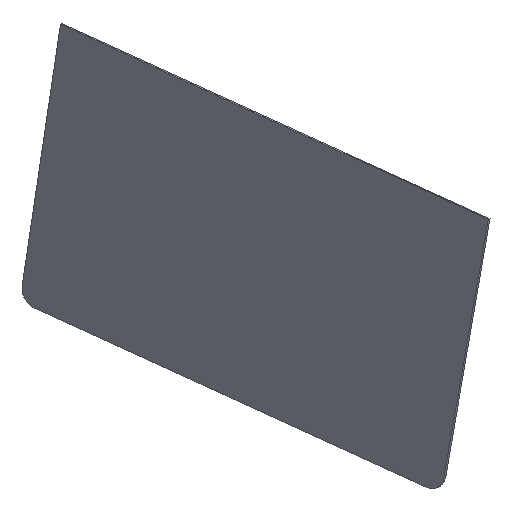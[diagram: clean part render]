
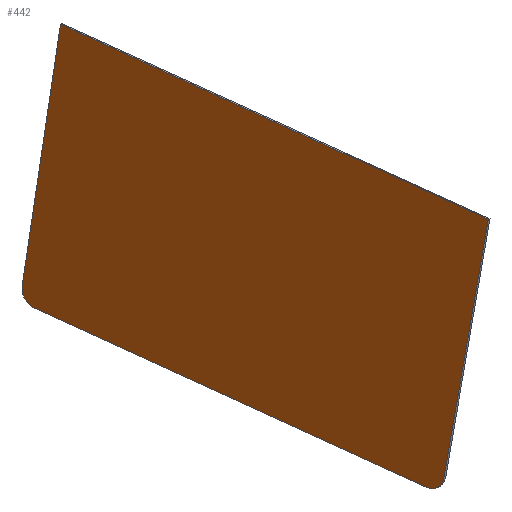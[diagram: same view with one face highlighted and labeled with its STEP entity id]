
A CAD part, isometric view. The second image highlights one B-rep face of the part: STEP entity #442.
In plain terms, the highlighted planar face has unit normal (-0.967, -0.113, 0.23).
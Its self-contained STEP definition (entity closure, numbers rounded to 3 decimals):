
#442 = ADVANCED_FACE('',(#443),#457,.T.);
#443 = FACE_BOUND('',#444,.T.);
#444 = EDGE_LOOP('',(#445,#478,#513,#539,#574,#600));
#445 = ORIENTED_EDGE('',*,*,#446,.F.);
#446 = EDGE_CURVE('',#447,#449,#451,.T.);
#447 = VERTEX_POINT('',#448);
#448 = CARTESIAN_POINT('',(8954.438,1553.136,
    5192.107));
#449 = VERTEX_POINT('',#450);
#450 = CARTESIAN_POINT('',(9078.409,1574.996,
    5722.897));
#451 = SURFACE_CURVE('',#452,(#456,#467),.PCURVE_S1.);
#452 = LINE('',#453,#454);
#453 = CARTESIAN_POINT('',(8137.441,1409.077,
    1694.078));
#454 = VECTOR('',#455,1.);
#455 = DIRECTION('',(0.227,0.04,0.973));
#456 = PCURVE('',#457,#462);
#457 = PLANE('',#458);
#458 = AXIS2_PLACEMENT_3D('',#459,#460,#461);
#459 = CARTESIAN_POINT('',(9005.539,1048.156,
    5158.871));
#460 = DIRECTION('',(-0.967,-0.113,0.23));
#461 = DIRECTION('',(-0.232,0.,-0.973));
#462 = DEFINITIONAL_REPRESENTATION('',(#463),#466);
#463 = B_SPLINE_CURVE_WITH_KNOTS('',1,(#464,#465),.UNSPECIFIED.,.F.,.F.,
  (2,2),(3396.452,4378.14),
  .PIECEWISE_BEZIER_KNOTS.);
#464 = CARTESIAN_POINT('',(177.964,-500.224));
#465 = CARTESIAN_POINT('',(-802.925,-539.815));
#466 = ( GEOMETRIC_REPRESENTATION_CONTEXT(2) 
PARAMETRIC_REPRESENTATION_CONTEXT() REPRESENTATION_CONTEXT('2D SPACE',''
  ) );
#467 = PCURVE('',#468,#473);
#468 = PLANE('',#469);
#469 = AXIS2_PLACEMENT_3D('',#470,#471,#472);
#470 = CARTESIAN_POINT('',(4.407,-24.996,0.));
#471 = DIRECTION('',(0.174,-0.985,0.));
#472 = DIRECTION('',(0.,0.,-1.));
#473 = DEFINITIONAL_REPRESENTATION('',(#474),#477);
#474 = B_SPLINE_CURVE_WITH_KNOTS('',1,(#475,#476),.UNSPECIFIED.,.F.,.F.,
  (2,2),(3396.452,4378.14),
  .PIECEWISE_BEZIER_KNOTS.);
#475 = CARTESIAN_POINT('',(-4998.86,9042.268));
#476 = CARTESIAN_POINT('',(-5954.053,9268.804));
#477 = ( GEOMETRIC_REPRESENTATION_CONTEXT(2) 
PARAMETRIC_REPRESENTATION_CONTEXT() REPRESENTATION_CONTEXT('2D SPACE',''
  ) );
#478 = ORIENTED_EDGE('',*,*,#479,.T.);
#479 = EDGE_CURVE('',#447,#480,#482,.T.);
#480 = VERTEX_POINT('',#481);
#481 = CARTESIAN_POINT('',(8950.647,1517.786,
    5158.871));
#482 = SURFACE_CURVE('',#483,(#488,#495),.PCURVE_S1.);
#483 = ELLIPSE('',#484,34.674,34.619);
#484 = AXIS2_PLACEMENT_3D('',#485,#486,#487);
#485 = CARTESIAN_POINT('',(8958.569,1518.712,
    5192.558));
#486 = DIRECTION('',(-0.967,-0.113,0.23));
#487 = DIRECTION('',(-0.116,0.993,0.));
#488 = PCURVE('',#457,#489);
#489 = DEFINITIONAL_REPRESENTATION('',(#490),#494);
#490 = ELLIPSE('',#491,34.674,34.619);
#491 = AXIS2_PLACEMENT_2D('',#492,#493);
#492 = CARTESIAN_POINT('',(-21.878,-473.588));
#493 = DIRECTION('',(0.027,-1.));
#494 = ( GEOMETRIC_REPRESENTATION_CONTEXT(2) 
PARAMETRIC_REPRESENTATION_CONTEXT() REPRESENTATION_CONTEXT('2D SPACE',''
  ) );
#495 = PCURVE('',#496,#501);
#496 = CYLINDRICAL_SURFACE('',#497,34.619);
#497 = AXIS2_PLACEMENT_3D('',#498,#499,#500);
#498 = CARTESIAN_POINT('',(8440.346,1427.335,
    5316.935));
#499 = DIRECTION('',(0.958,0.169,-0.23));
#500 = DIRECTION('',(-0.229,-0.027,-0.973
    ));
#501 = DEFINITIONAL_REPRESENTATION('',(#502),#512);
#502 = B_SPLINE_CURVE_WITH_KNOTS('',8,(#503,#504,#505,#506,#507,#508,
    #509,#510,#511),.UNSPECIFIED.,.F.,.F.,(9,9),(0.013,
    1.571),.PIECEWISE_BEZIER_KNOTS.);
#503 = CARTESIAN_POINT('',(1.557,542.678));
#504 = CARTESIAN_POINT('',(1.363,542.673));
#505 = CARTESIAN_POINT('',(1.168,542.583));
#506 = CARTESIAN_POINT('',(0.973,542.408));
#507 = CARTESIAN_POINT('',(0.779,542.156));
#508 = CARTESIAN_POINT('',(0.584,541.84));
#509 = CARTESIAN_POINT('',(0.389,541.48));
#510 = CARTESIAN_POINT('',(0.195,541.098));
#511 = CARTESIAN_POINT('',(0.,540.716));
#512 = ( GEOMETRIC_REPRESENTATION_CONTEXT(2) 
PARAMETRIC_REPRESENTATION_CONTEXT() REPRESENTATION_CONTEXT('2D SPACE',''
  ) );
#513 = ORIENTED_EDGE('',*,*,#514,.F.);
#514 = EDGE_CURVE('',#515,#480,#517,.T.);
#515 = VERTEX_POINT('',#516);
#516 = CARTESIAN_POINT('',(9060.431,578.525,
    5158.871));
#517 = SURFACE_CURVE('',#518,(#522,#528),.PCURVE_S1.);
#518 = LINE('',#519,#520);
#519 = CARTESIAN_POINT('',(9005.283,1050.346,
    5158.871));
#520 = VECTOR('',#521,1.);
#521 = DIRECTION('',(-0.116,0.993,0.));
#522 = PCURVE('',#457,#523);
#523 = DEFINITIONAL_REPRESENTATION('',(#524),#527);
#524 = B_SPLINE_CURVE_WITH_KNOTS('',1,(#525,#526),.UNSPECIFIED.,.F.,.F.,
  (2,2),(-610.543,659.111),.PIECEWISE_BEZIER_KNOTS.);
#525 = CARTESIAN_POINT('',(-16.376,608.118));
#526 = CARTESIAN_POINT('',(17.802,-661.077));
#527 = ( GEOMETRIC_REPRESENTATION_CONTEXT(2) 
PARAMETRIC_REPRESENTATION_CONTEXT() REPRESENTATION_CONTEXT('2D SPACE',''
  ) );
#528 = PCURVE('',#529,#534);
#529 = PLANE('',#530);
#530 = AXIS2_PLACEMENT_3D('',#531,#532,#533);
#531 = CARTESIAN_POINT('',(1626.756,190.14,
    6917.65));
#532 = DIRECTION('',(0.229,0.027,0.973));
#533 = DIRECTION('',(0.973,0.,-0.229)
  );
#534 = DEFINITIONAL_REPRESENTATION('',(#535),#538);
#535 = B_SPLINE_CURVE_WITH_KNOTS('',1,(#536,#537),.UNSPECIFIED.,.F.,.F.,
  (2,2),(-610.543,659.111),.PIECEWISE_BEZIER_KNOTS.);
#536 = CARTESIAN_POINT('',(7654.209,253.881));
#537 = CARTESIAN_POINT('',(7510.725,1515.402));
#538 = ( GEOMETRIC_REPRESENTATION_CONTEXT(2) 
PARAMETRIC_REPRESENTATION_CONTEXT() REPRESENTATION_CONTEXT('2D SPACE',''
  ) );
#539 = ORIENTED_EDGE('',*,*,#540,.T.);
#540 = EDGE_CURVE('',#515,#541,#543,.T.);
#541 = VERTEX_POINT('',#542);
#542 = CARTESIAN_POINT('',(9072.272,545.002,
    5192.107));
#543 = SURFACE_CURVE('',#544,(#549,#556),.PCURVE_S1.);
#544 = ELLIPSE('',#545,34.674,34.619);
#545 = AXIS2_PLACEMENT_3D('',#546,#547,#548);
#546 = CARTESIAN_POINT('',(9068.353,579.451,
    5192.558));
#547 = DIRECTION('',(-0.967,-0.113,0.23));
#548 = DIRECTION('',(-0.116,0.993,0.));
#549 = PCURVE('',#457,#550);
#550 = DEFINITIONAL_REPRESENTATION('',(#551),#555);
#551 = ELLIPSE('',#552,34.674,34.619);
#552 = AXIS2_PLACEMENT_2D('',#553,#554);
#553 = CARTESIAN_POINT('',(-47.334,471.724));
#554 = DIRECTION('',(0.027,-1.));
#555 = ( GEOMETRIC_REPRESENTATION_CONTEXT(2) 
PARAMETRIC_REPRESENTATION_CONTEXT() REPRESENTATION_CONTEXT('2D SPACE',''
  ) );
#556 = PCURVE('',#557,#562);
#557 = CYLINDRICAL_SURFACE('',#558,34.619);
#558 = AXIS2_PLACEMENT_3D('',#559,#560,#561);
#559 = CARTESIAN_POINT('',(9564.665,608.358,
    5075.051));
#560 = DIRECTION('',(-0.972,-0.057,0.23)
  );
#561 = DIRECTION('',(-0.229,-0.027,-0.973
    ));
#562 = DEFINITIONAL_REPRESENTATION('',(#563),#573);
#563 = B_SPLINE_CURVE_WITH_KNOTS('',8,(#564,#565,#566,#567,#568,#569,
    #570,#571,#572),.UNSPECIFIED.,.F.,.F.,(9,9),(1.571,
    3.128),.PIECEWISE_BEZIER_KNOTS.);
#564 = CARTESIAN_POINT('',(0.,510.852));
#565 = CARTESIAN_POINT('',(0.195,510.47));
#566 = CARTESIAN_POINT('',(0.389,510.088));
#567 = CARTESIAN_POINT('',(0.584,509.728));
#568 = CARTESIAN_POINT('',(0.779,509.412));
#569 = CARTESIAN_POINT('',(0.973,509.16));
#570 = CARTESIAN_POINT('',(1.168,508.985));
#571 = CARTESIAN_POINT('',(1.363,508.895));
#572 = CARTESIAN_POINT('',(1.557,508.89));
#573 = ( GEOMETRIC_REPRESENTATION_CONTEXT(2) 
PARAMETRIC_REPRESENTATION_CONTEXT() REPRESENTATION_CONTEXT('2D SPACE',''
  ) );
#574 = ORIENTED_EDGE('',*,*,#575,.T.);
#575 = EDGE_CURVE('',#541,#576,#578,.T.);
#576 = VERTEX_POINT('',#577);
#577 = CARTESIAN_POINT('',(9197.942,552.322,
    5722.897));
#578 = SURFACE_CURVE('',#579,(#583,#589),.PCURVE_S1.);
#579 = LINE('',#580,#581);
#580 = CARTESIAN_POINT('',(8244.061,496.764,
    1694.02));
#581 = VECTOR('',#582,1.);
#582 = DIRECTION('',(0.23,0.013,0.973));
#583 = PCURVE('',#457,#584);
#584 = DEFINITIONAL_REPRESENTATION('',(#585),#588);
#585 = B_SPLINE_CURVE_WITH_KNOTS('',1,(#586,#587),.UNSPECIFIED.,.F.,.F.,
  (2,2),(3396.511,4378.199),
  .PIECEWISE_BEZIER_KNOTS.);
#586 = CARTESIAN_POINT('',(150.785,509.077));
#587 = CARTESIAN_POINT('',(-830.814,495.82));
#588 = ( GEOMETRIC_REPRESENTATION_CONTEXT(2) 
PARAMETRIC_REPRESENTATION_CONTEXT() REPRESENTATION_CONTEXT('2D SPACE',''
  ) );
#589 = PCURVE('',#590,#595);
#590 = PLANE('',#591);
#591 = AXIS2_PLACEMENT_3D('',#592,#593,#594);
#592 = CARTESIAN_POINT('',(-0.964,16.547,0.));
#593 = DIRECTION('',(0.058,-0.998,0.));
#594 = DIRECTION('',(0.,0.,-1.));
#595 = DEFINITIONAL_REPRESENTATION('',(#596),#599);
#596 = B_SPLINE_CURVE_WITH_KNOTS('',1,(#597,#598),.UNSPECIFIED.,.F.,.F.,
  (2,2),(3396.511,4378.199),
  .PIECEWISE_BEZIER_KNOTS.);
#597 = CARTESIAN_POINT('',(-4998.86,9042.781));
#598 = CARTESIAN_POINT('',(-5954.053,9269.317));
#599 = ( GEOMETRIC_REPRESENTATION_CONTEXT(2) 
PARAMETRIC_REPRESENTATION_CONTEXT() REPRESENTATION_CONTEXT('2D SPACE',''
  ) );
#600 = ORIENTED_EDGE('',*,*,#601,.T.);
#601 = EDGE_CURVE('',#576,#449,#602,.T.);
#602 = SURFACE_CURVE('',#603,(#607,#613),.PCURVE_S1.);
#603 = LINE('',#604,#605);
#604 = CARTESIAN_POINT('',(9137.663,1068.039,
    5722.897));
#605 = VECTOR('',#606,1.);
#606 = DIRECTION('',(-0.116,0.993,0.));
#607 = PCURVE('',#457,#608);
#608 = DEFINITIONAL_REPRESENTATION('',(#609),#612);
#609 = B_SPLINE_CURVE_WITH_KNOTS('',1,(#610,#611),.UNSPECIFIED.,.F.,.F.,
  (2,2),(-674.09,733.802),.PIECEWISE_BEZIER_KNOTS.);
#610 = CARTESIAN_POINT('',(-597.436,653.834));
#611 = CARTESIAN_POINT('',(-559.536,-753.548));
#612 = ( GEOMETRIC_REPRESENTATION_CONTEXT(2) 
PARAMETRIC_REPRESENTATION_CONTEXT() REPRESENTATION_CONTEXT('2D SPACE',''
  ) );
#613 = PCURVE('',#614,#619);
#614 = PLANE('',#615);
#615 = AXIS2_PLACEMENT_3D('',#616,#617,#618);
#616 = CARTESIAN_POINT('',(-5618.388,-652.255,
    9240.217));
#617 = DIRECTION('',(0.229,0.027,0.973));
#618 = DIRECTION('',(0.973,0.,-0.229)
  );
#619 = DEFINITIONAL_REPRESENTATION('',(#620),#623);
#620 = B_SPLINE_CURVE_WITH_KNOTS('',1,(#621,#622),.UNSPECIFIED.,.F.,.F.,
  (2,2),(-674.09,733.802),.PIECEWISE_BEZIER_KNOTS.);
#621 = CARTESIAN_POINT('',(15245.572,1051.139));
#622 = CARTESIAN_POINT('',(15086.465,2450.012));
#623 = ( GEOMETRIC_REPRESENTATION_CONTEXT(2) 
PARAMETRIC_REPRESENTATION_CONTEXT() REPRESENTATION_CONTEXT('2D SPACE',''
  ) );
